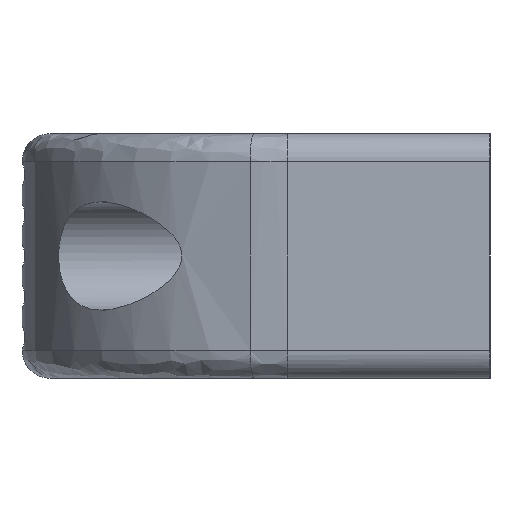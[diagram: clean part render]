
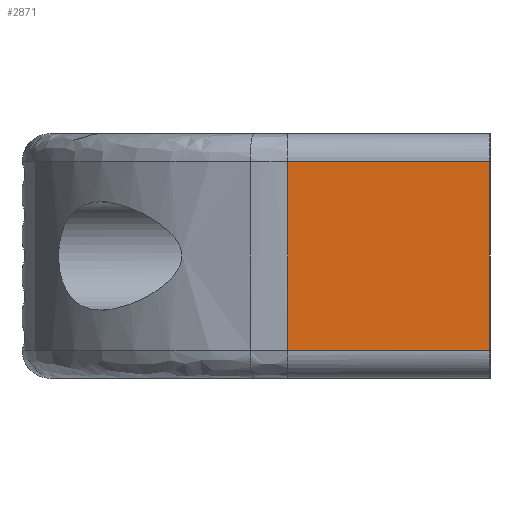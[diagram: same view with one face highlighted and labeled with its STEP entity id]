
A CAD part, left-side view. The second image highlights one B-rep face of the part: STEP entity #2871.
In plain terms, the highlighted planar face has unit normal (-1, 0, 0).
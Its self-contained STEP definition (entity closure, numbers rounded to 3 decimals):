
#17 = DIRECTION ( 'NONE',  ( 0., 0., 1. ) ) ;
#57 = ORIENTED_EDGE ( 'NONE', *, *, #2847, .F. ) ;
#84 = LINE ( 'NONE', #2063, #2000 ) ;
#207 = LINE ( 'NONE', #3054, #3697 ) ;
#374 = DIRECTION ( 'NONE',  ( 0., 1., 0. ) ) ;
#421 = CARTESIAN_POINT ( 'NONE',  ( -8., 0., -10. ) ) ;
#485 = VERTEX_POINT ( 'NONE', #3263 ) ;
#550 = ORIENTED_EDGE ( 'NONE', *, *, #1836, .T. ) ;
#906 = LINE ( 'NONE', #1111, #1002 ) ;
#960 = CARTESIAN_POINT ( 'NONE',  ( -8., 0., -13. ) ) ;
#1002 = VECTOR ( 'NONE', #3208, 1000. ) ;
#1079 = VERTEX_POINT ( 'NONE', #2456 ) ;
#1111 = CARTESIAN_POINT ( 'NONE',  ( -8., 0., 0. ) ) ;
#1229 = DIRECTION ( 'NONE',  ( 0., 0., 1. ) ) ;
#1285 = EDGE_CURVE ( 'NONE', #485, #1079, #84, .T. ) ;
#1410 = FACE_OUTER_BOUND ( 'NONE', #3782, .T. ) ;
#1637 = AXIS2_PLACEMENT_3D ( 'NONE', #960, #2472, #1229 ) ;
#1652 = CARTESIAN_POINT ( 'NONE',  ( -8., 0., 10. ) ) ;
#1836 = EDGE_CURVE ( 'NONE', #2911, #3708, #906, .T. ) ;
#2000 = VECTOR ( 'NONE', #17, 1000. ) ;
#2063 = CARTESIAN_POINT ( 'NONE',  ( -8., 21.5, 25.4 ) ) ;
#2173 = CARTESIAN_POINT ( 'NONE',  ( -8., 21.836, 10. ) ) ;
#2204 = ORIENTED_EDGE ( 'NONE', *, *, #2888, .F. ) ;
#2212 = VECTOR ( 'NONE', #2746, 1000. ) ;
#2456 = CARTESIAN_POINT ( 'NONE',  ( -8., 21.5, 10. ) ) ;
#2472 = DIRECTION ( 'NONE',  ( -1., 0., 0. ) ) ;
#2746 = DIRECTION ( 'NONE',  ( 0., -1., 0. ) ) ;
#2771 = ORIENTED_EDGE ( 'NONE', *, *, #1285, .F. ) ;
#2847 = EDGE_CURVE ( 'NONE', #1079, #3708, #3566, .T. ) ;
#2871 = ADVANCED_FACE ( 'NONE', ( #1410 ), #3353, .T. ) ;
#2888 = EDGE_CURVE ( 'NONE', #2911, #485, #207, .T. ) ;
#2911 = VERTEX_POINT ( 'NONE', #421 ) ;
#3054 = CARTESIAN_POINT ( 'NONE',  ( -8., 21.728, -10. ) ) ;
#3208 = DIRECTION ( 'NONE',  ( 0., 0., 1. ) ) ;
#3263 = CARTESIAN_POINT ( 'NONE',  ( -8., 21.5, -10. ) ) ;
#3353 = PLANE ( 'NONE',  #1637 ) ;
#3566 = LINE ( 'NONE', #2173, #2212 ) ;
#3697 = VECTOR ( 'NONE', #374, 1000. ) ;
#3708 = VERTEX_POINT ( 'NONE', #1652 ) ;
#3782 = EDGE_LOOP ( 'NONE', ( #2771, #2204, #550, #57 ) ) ;
